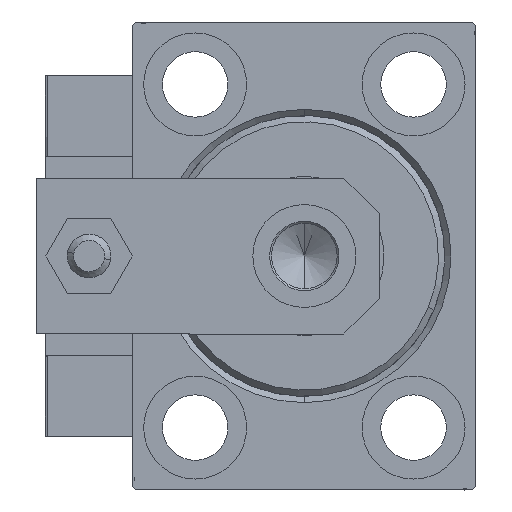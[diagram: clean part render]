
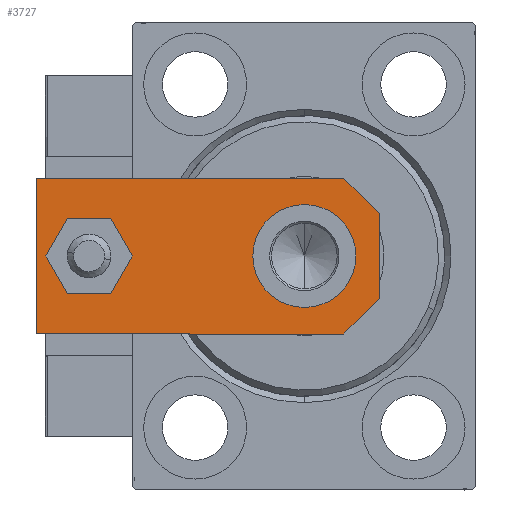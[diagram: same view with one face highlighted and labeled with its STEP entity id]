
A CAD part, left-side view. The second image highlights one B-rep face of the part: STEP entity #3727.
In plain terms, the highlighted face is planar.
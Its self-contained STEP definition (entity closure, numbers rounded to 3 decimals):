
#97 = EDGE_LOOP ( 'NONE', ( #21301, #40053, #45299, #30595, #45868, #5255 ) ) ;
#472 = CARTESIAN_POINT ( 'NONE',  ( 0., 46.5, 6. ) ) ;
#480 = CARTESIAN_POINT ( 'NONE',  ( 12.5, 55., 6. ) ) ;
#1602 = CARTESIAN_POINT ( 'NONE',  ( 0., 12., 6. ) ) ;
#1734 = ORIENTED_EDGE ( 'NONE', *, *, #26856, .F. ) ;
#2471 = CARTESIAN_POINT ( 'NONE',  ( 12.5, 55., 6. ) ) ;
#3634 = EDGE_CURVE ( 'NONE', #47141, #33511, #25719, .T. ) ;
#3727 = ADVANCED_FACE ( 'NONE', ( #34209, #42687, #50628 ), #35748, .T. ) ;
#5255 = ORIENTED_EDGE ( 'NONE', *, *, #31983, .T. ) ;
#5277 = EDGE_LOOP ( 'NONE', ( #29400, #1734 ) ) ;
#5291 = DIRECTION ( 'NONE',  ( 1., 0., 0. ) ) ;
#5356 = EDGE_CURVE ( 'NONE', #38928, #36925, #25304, .T. ) ;
#6162 = EDGE_CURVE ( 'NONE', #36925, #43208, #34461, .T. ) ;
#7035 = LINE ( 'NONE', #2471, #15231 ) ;
#7106 = VERTEX_POINT ( 'NONE', #11368 ) ;
#7792 = AXIS2_PLACEMENT_3D ( 'NONE', #472, #11994, #16381 ) ;
#8222 = CARTESIAN_POINT ( 'NONE',  ( 12.5, 0., 6. ) ) ;
#8516 = VERTEX_POINT ( 'NONE', #41056 ) ;
#8799 = CARTESIAN_POINT ( 'NONE',  ( 0., 0., 6. ) ) ;
#9637 = CARTESIAN_POINT ( 'NONE',  ( 4., 46.5, 6. ) ) ;
#11368 = CARTESIAN_POINT ( 'NONE',  ( -4., 46.5, 6. ) ) ;
#11994 = DIRECTION ( 'NONE',  ( 0., 0., 1. ) ) ;
#14018 = VERTEX_POINT ( 'NONE', #480 ) ;
#14900 = EDGE_CURVE ( 'NONE', #33511, #38928, #29169, .T. ) ;
#15231 = VECTOR ( 'NONE', #18093, 1000. ) ;
#15515 = EDGE_LOOP ( 'NONE', ( #41772, #38234 ) ) ;
#15998 = VECTOR ( 'NONE', #41409, 1000. ) ;
#16246 = DIRECTION ( 'NONE',  ( 0., 0., 1. ) ) ;
#16381 = DIRECTION ( 'NONE',  ( 1., 0., 0. ) ) ;
#16798 = VECTOR ( 'NONE', #33943, 1000. ) ;
#17308 = CIRCLE ( 'NONE', #23020, 4. ) ;
#18093 = DIRECTION ( 'NONE',  ( -1., 0., 0. ) ) ;
#18722 = VECTOR ( 'NONE', #46980, 1000. ) ;
#19566 = DIRECTION ( 'NONE',  ( 1., 0., 0. ) ) ;
#21038 = CARTESIAN_POINT ( 'NONE',  ( 12.5, 5.66, 6. ) ) ;
#21301 = ORIENTED_EDGE ( 'NONE', *, *, #3634, .T. ) ;
#21710 = AXIS2_PLACEMENT_3D ( 'NONE', #8799, #16246, #19566 ) ;
#21713 = CARTESIAN_POINT ( 'NONE',  ( -12.5, 55., 6. ) ) ;
#22135 = CARTESIAN_POINT ( 'NONE',  ( -12.5, 55., 6. ) ) ;
#22519 = CIRCLE ( 'NONE', #7792, 4. ) ;
#23020 = AXIS2_PLACEMENT_3D ( 'NONE', #36108, #24758, #5291 ) ;
#24132 = DIRECTION ( 'NONE',  ( 0., 0., 1. ) ) ;
#24318 = VERTEX_POINT ( 'NONE', #38797 ) ;
#24510 = CIRCLE ( 'NONE', #45017, 8.25 ) ;
#24758 = DIRECTION ( 'NONE',  ( 0., 0., 1. ) ) ;
#25304 = LINE ( 'NONE', #48452, #27392 ) ;
#25462 = EDGE_CURVE ( 'NONE', #8516, #24318, #35640, .T. ) ;
#25719 = LINE ( 'NONE', #22135, #15998 ) ;
#26856 = EDGE_CURVE ( 'NONE', #45878, #7106, #22519, .T. ) ;
#27392 = VECTOR ( 'NONE', #45112, 1000. ) ;
#27769 = VECTOR ( 'NONE', #28676, 1000. ) ;
#28676 = DIRECTION ( 'NONE',  ( 0.707, -0.707, 0. ) ) ;
#29169 = LINE ( 'NONE', #29418, #27769 ) ;
#29400 = ORIENTED_EDGE ( 'NONE', *, *, #47369, .F. ) ;
#29418 = CARTESIAN_POINT ( 'NONE',  ( -3.42, -3.42, 6. ) ) ;
#29464 = CARTESIAN_POINT ( 'NONE',  ( 6.84, 0., 6. ) ) ;
#30595 = ORIENTED_EDGE ( 'NONE', *, *, #6162, .T. ) ;
#31983 = EDGE_CURVE ( 'NONE', #14018, #47141, #7035, .T. ) ;
#33511 = VERTEX_POINT ( 'NONE', #38691 ) ;
#33943 = DIRECTION ( 'NONE',  ( 0.707, 0.707, 0. ) ) ;
#34209 = FACE_BOUND ( 'NONE', #5277, .T. ) ;
#34461 = LINE ( 'NONE', #50618, #16798 ) ;
#34905 = DIRECTION ( 'NONE',  ( 0., 0., 1. ) ) ;
#35640 = CIRCLE ( 'NONE', #39751, 8.25 ) ;
#35748 = PLANE ( 'NONE',  #21710 ) ;
#36108 = CARTESIAN_POINT ( 'NONE',  ( 0., 46.5, 6. ) ) ;
#36925 = VERTEX_POINT ( 'NONE', #29464 ) ;
#37682 = EDGE_CURVE ( 'NONE', #43208, #14018, #43394, .T. ) ;
#37880 = CARTESIAN_POINT ( 'NONE',  ( -6.84, 0., 6. ) ) ;
#38234 = ORIENTED_EDGE ( 'NONE', *, *, #25462, .F. ) ;
#38509 = EDGE_CURVE ( 'NONE', #24318, #8516, #24510, .T. ) ;
#38691 = CARTESIAN_POINT ( 'NONE',  ( -12.5, 5.66, 6. ) ) ;
#38797 = CARTESIAN_POINT ( 'NONE',  ( -8.25, 12., 6. ) ) ;
#38928 = VERTEX_POINT ( 'NONE', #37880 ) ;
#39751 = AXIS2_PLACEMENT_3D ( 'NONE', #1602, #24132, #45193 ) ;
#40053 = ORIENTED_EDGE ( 'NONE', *, *, #14900, .T. ) ;
#41056 = CARTESIAN_POINT ( 'NONE',  ( 8.25, 12., 6. ) ) ;
#41409 = DIRECTION ( 'NONE',  ( 0., -1., 0. ) ) ;
#41772 = ORIENTED_EDGE ( 'NONE', *, *, #38509, .F. ) ;
#42687 = FACE_OUTER_BOUND ( 'NONE', #97, .T. ) ;
#43208 = VERTEX_POINT ( 'NONE', #21038 ) ;
#43394 = LINE ( 'NONE', #8222, #18722 ) ;
#45017 = AXIS2_PLACEMENT_3D ( 'NONE', #46723, #34905, #50555 ) ;
#45112 = DIRECTION ( 'NONE',  ( 1., 0., 0. ) ) ;
#45193 = DIRECTION ( 'NONE',  ( 1., 0., 0. ) ) ;
#45299 = ORIENTED_EDGE ( 'NONE', *, *, #5356, .T. ) ;
#45868 = ORIENTED_EDGE ( 'NONE', *, *, #37682, .T. ) ;
#45878 = VERTEX_POINT ( 'NONE', #9637 ) ;
#46723 = CARTESIAN_POINT ( 'NONE',  ( 0., 12., 6. ) ) ;
#46980 = DIRECTION ( 'NONE',  ( 0., 1., 0. ) ) ;
#47141 = VERTEX_POINT ( 'NONE', #21713 ) ;
#47369 = EDGE_CURVE ( 'NONE', #7106, #45878, #17308, .T. ) ;
#48452 = CARTESIAN_POINT ( 'NONE',  ( -12.5, 0., 6. ) ) ;
#50555 = DIRECTION ( 'NONE',  ( 1., 0., 0. ) ) ;
#50618 = CARTESIAN_POINT ( 'NONE',  ( 3.42, -3.42, 6. ) ) ;
#50628 = FACE_BOUND ( 'NONE', #15515, .T. ) ;
